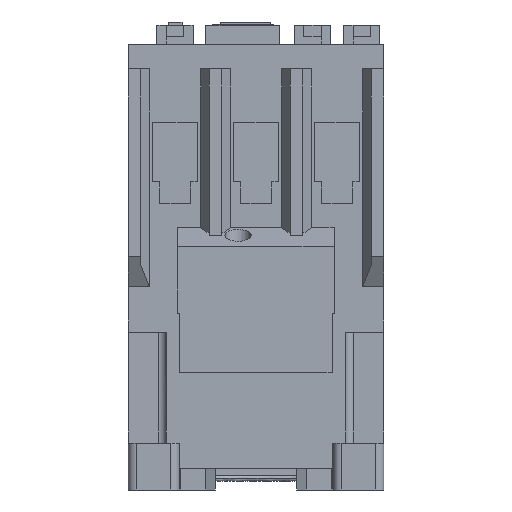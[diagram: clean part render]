
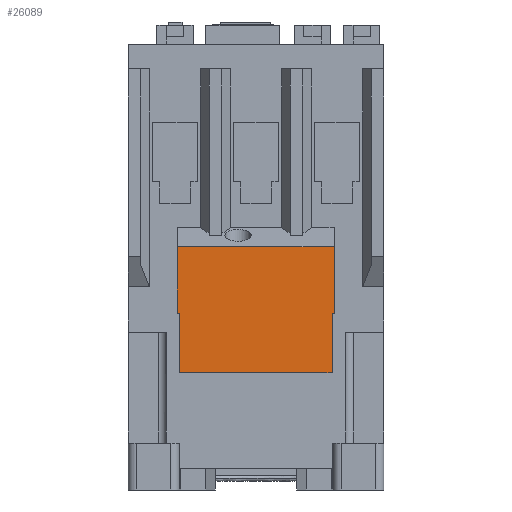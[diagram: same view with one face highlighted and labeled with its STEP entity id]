
A CAD part, front view. The second image highlights one B-rep face of the part: STEP entity #26089.
In plain terms, the highlighted planar face has unit normal (0, -1, 0).
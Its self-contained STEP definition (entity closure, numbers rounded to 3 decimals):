
#4174 = DIRECTION ( 'NONE',  ( 0., 0., -1. ) ) ;
#4175 = VECTOR ( 'NONE', #4174, 1000. ) ;
#4177 = CARTESIAN_POINT ( 'NONE',  ( -17.925, -56.5, 41.5 ) ) ;
#4178 = LINE ( 'NONE', #4177, #4175 ) ;
#4202 = CARTESIAN_POINT ( 'NONE',  ( -17.925, -56.5, 41.5 ) ) ;
#4205 = CARTESIAN_POINT ( 'NONE',  ( -17.925, -56.5, 27.5 ) ) ;
#4920 = DIRECTION ( 'NONE',  ( -1., 0., 0. ) ) ;
#4922 = VECTOR ( 'NONE', #4920, 1000. ) ;
#4923 = CARTESIAN_POINT ( 'NONE',  ( 18.325, -56.5, 41.5 ) ) ;
#4924 = LINE ( 'NONE', #4923, #4922 ) ;
#6441 = CARTESIAN_POINT ( 'NONE',  ( -18.425, -56.5, 41.5 ) ) ;
#6449 = CARTESIAN_POINT ( 'NONE',  ( 18.325, -56.5, 41.5 ) ) ;
#6451 = LINE ( 'NONE', #6786, #6785 ) ;
#6482 = LINE ( 'NONE', #6582, #6580 ) ;
#6494 = CARTESIAN_POINT ( 'NONE',  ( 17.825, -56.5, 41.5 ) ) ;
#6502 = PLANE ( 'NONE',  #6507 ) ;
#6503 = VECTOR ( 'NONE', #6741, 1000. ) ;
#6504 = CARTESIAN_POINT ( 'NONE',  ( 18.325, -56.5, 41.5 ) ) ;
#6505 = DIRECTION ( 'NONE',  ( 0., 1., 0. ) ) ;
#6506 = CARTESIAN_POINT ( 'NONE',  ( -17.925, -56.5, 27.5 ) ) ;
#6507 = AXIS2_PLACEMENT_3D ( 'NONE', #6506, #6505, #6575 ) ;
#6508 = CARTESIAN_POINT ( 'NONE',  ( 17.825, -56.5, 27.5 ) ) ;
#6575 = DIRECTION ( 'NONE',  ( 0., 0., 1. ) ) ;
#6578 = DIRECTION ( 'NONE',  ( 0., 0., 1. ) ) ;
#6580 = VECTOR ( 'NONE', #6578, 1000. ) ;
#6582 = CARTESIAN_POINT ( 'NONE',  ( -18.425, -56.5, 41.5 ) ) ;
#6719 = FACE_OUTER_BOUND ( 'NONE', #26109, .T. ) ;
#6720 = DIRECTION ( 'NONE',  ( 0., 0., 1. ) ) ;
#6741 = DIRECTION ( 'NONE',  ( -1., 0., 0. ) ) ;
#6743 = LINE ( 'NONE', #6504, #6503 ) ;
#6767 = VECTOR ( 'NONE', #6720, 1000. ) ;
#6769 = CARTESIAN_POINT ( 'NONE',  ( 17.825, -56.5, 41.5 ) ) ;
#6771 = LINE ( 'NONE', #6769, #6767 ) ;
#6784 = DIRECTION ( 'NONE',  ( 1., 0., 0. ) ) ;
#6785 = VECTOR ( 'NONE', #6784, 1000. ) ;
#6786 = CARTESIAN_POINT ( 'NONE',  ( 17.825, -56.5, 27.5 ) ) ;
#6836 = DIRECTION ( 'NONE',  ( 0., 0., 1. ) ) ;
#6902 = LINE ( 'NONE', #7091, #6925 ) ;
#6925 = VECTOR ( 'NONE', #6836, 1000. ) ;
#7091 = CARTESIAN_POINT ( 'NONE',  ( 18.325, -56.5, 41.5 ) ) ;
#24061 = EDGE_CURVE ( 'NONE', #24062, #24218, #32917, .T. ) ;
#24062 = VERTEX_POINT ( 'NONE', #32913 ) ;
#24218 = VERTEX_POINT ( 'NONE', #33778 ) ;
#25813 = VERTEX_POINT ( 'NONE', #4205 ) ;
#25814 = VERTEX_POINT ( 'NONE', #4202 ) ;
#25816 = EDGE_CURVE ( 'NONE', #25814, #25813, #4178, .T. ) ;
#25921 = EDGE_CURVE ( 'NONE', #25814, #26120, #4924, .T. ) ;
#25922 = ORIENTED_EDGE ( 'NONE', *, *, #26145, .T. ) ;
#26084 = EDGE_CURVE ( 'NONE', #26119, #26093, #6743, .T. ) ;
#26085 = EDGE_CURVE ( 'NONE', #26120, #24218, #6482, .T. ) ;
#26086 = ORIENTED_EDGE ( 'NONE', *, *, #25921, .F. ) ;
#26088 = EDGE_CURVE ( 'NONE', #26090, #26093, #6771, .T. ) ;
#26089 = ADVANCED_FACE ( 'NONE', ( #6719 ), #6502, .F. ) ;
#26090 = VERTEX_POINT ( 'NONE', #6508 ) ;
#26093 = VERTEX_POINT ( 'NONE', #6494 ) ;
#26094 = ORIENTED_EDGE ( 'NONE', *, *, #26088, .T. ) ;
#26095 = ORIENTED_EDGE ( 'NONE', *, *, #26084, .F. ) ;
#26096 = ORIENTED_EDGE ( 'NONE', *, *, #25816, .T. ) ;
#26097 = ORIENTED_EDGE ( 'NONE', *, *, #26107, .T. ) ;
#26107 = EDGE_CURVE ( 'NONE', #25813, #26090, #6451, .T. ) ;
#26109 = EDGE_LOOP ( 'NONE', ( #26096, #26097, #26094, #26095, #25922, #26149, #26143, #26086 ) ) ;
#26119 = VERTEX_POINT ( 'NONE', #6449 ) ;
#26120 = VERTEX_POINT ( 'NONE', #6441 ) ;
#26143 = ORIENTED_EDGE ( 'NONE', *, *, #26085, .F. ) ;
#26145 = EDGE_CURVE ( 'NONE', #26119, #24062, #6902, .T. ) ;
#26149 = ORIENTED_EDGE ( 'NONE', *, *, #24061, .T. ) ;
#32913 = CARTESIAN_POINT ( 'NONE',  ( 18.325, -56.5, 57. ) ) ;
#32914 = DIRECTION ( 'NONE',  ( -1., 0., 0. ) ) ;
#32915 = VECTOR ( 'NONE', #32914, 1000. ) ;
#32916 = CARTESIAN_POINT ( 'NONE',  ( 18.325, -56.5, 57. ) ) ;
#32917 = LINE ( 'NONE', #32916, #32915 ) ;
#33778 = CARTESIAN_POINT ( 'NONE',  ( -18.425, -56.5, 57. ) ) ;
